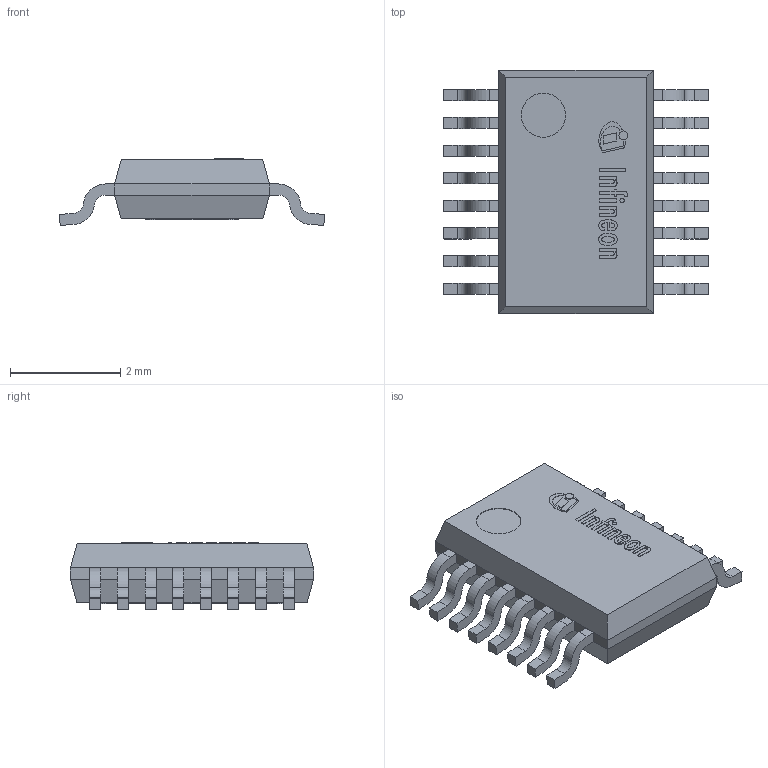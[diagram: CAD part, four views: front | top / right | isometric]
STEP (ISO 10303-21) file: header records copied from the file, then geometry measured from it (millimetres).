
FILE_DESCRIPTION(/* description */ (''),/* implementation_level */ '2;1');
FILE_NAME(/* name */ 'PG-TFDSO-16-1_Z8B00199930_V06_3D.stp',/* time_stamp */ '2023-03-28T15:21:58+06:00',/* author */ ('Subramani'),/* organization */ (''),/* preprocessor_version */ 'ST-DEVELOPER v16.13',/* originating_system */ 'AutoCAD Mechanical',/* authorisation */ '');
FILE_SCHEMA (('AUTOMOTIVE_DESIGN { 1 0 10303 214 3 1 1 }'));
Length unit declared in the file: millimetre
Products named in the file (1): Product
Bounding box: 4.8 x 4.4 x 1.21 mm (x, y, z)
Volume: 13.5 mm3; surface area: 117.7 mm2
Topology: 33 solids, 33 shells, 351 faces, 852 edges, 568 vertices
Faces by surface type: plane 260, cylinder 73, bspline 18
Full cylindrical faces by diameter (mm): 0.078 x1, 0.159 x1, 0.8 x2
Entity records: 10510 total; most frequent: CARTESIAN_POINT 2214, ORIENTED_EDGE 1696, DIRECTION 1626, EDGE_CURVE 848, LINE 666, VECTOR 666, VERTEX_POINT 568, AXIS2_PLACEMENT_3D 480
